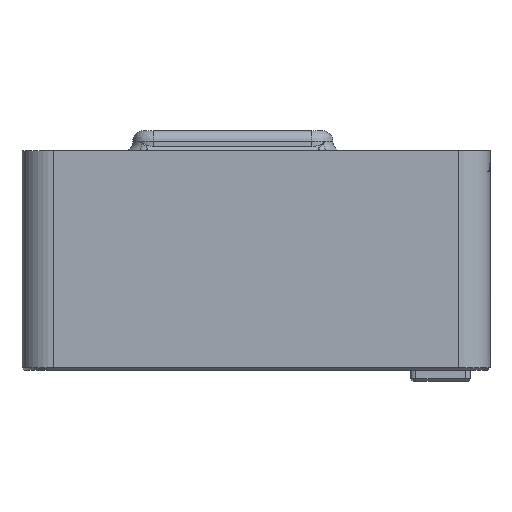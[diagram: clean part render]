
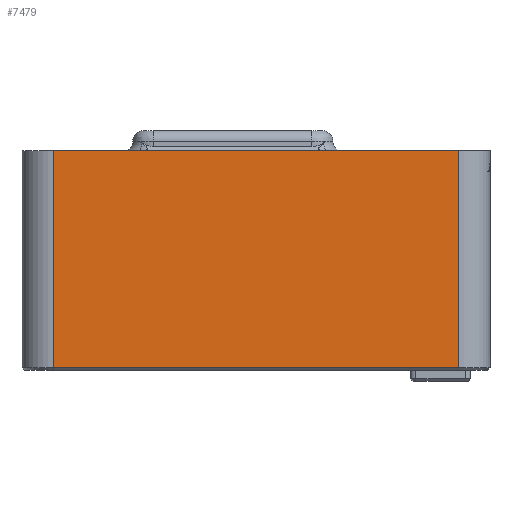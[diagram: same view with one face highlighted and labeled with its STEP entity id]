
A CAD part, left-side view. The second image highlights one B-rep face of the part: STEP entity #7479.
In plain terms, the highlighted planar face has unit normal (-1, 0, 0).
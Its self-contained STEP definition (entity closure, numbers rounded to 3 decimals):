
#409=PLANE('',#8145);
#726=FACE_OUTER_BOUND('',#1186,.T.);
#1186=EDGE_LOOP('',(#5899,#5900,#5901,#5902));
#1545=LINE('',#11238,#2195);
#1763=LINE('',#12463,#2413);
#1774=LINE('',#12490,#2424);
#1775=LINE('',#12492,#2425);
#2195=VECTOR('',#8782,10.);
#2413=VECTOR('',#9606,10.);
#2424=VECTOR('',#9639,10.);
#2425=VECTOR('',#9642,10.);
#3174=VERTEX_POINT('',#11235);
#3175=VERTEX_POINT('',#11237);
#3438=VERTEX_POINT('',#12457);
#3439=VERTEX_POINT('',#12461);
#3910=EDGE_CURVE('',#3175,#3174,#1545,.T.);
#4319=EDGE_CURVE('',#3438,#3439,#1763,.T.);
#4333=EDGE_CURVE('',#3174,#3439,#1774,.T.);
#4334=EDGE_CURVE('',#3175,#3438,#1775,.T.);
#5899=ORIENTED_EDGE('',*,*,#4319,.F.);
#5900=ORIENTED_EDGE('',*,*,#4334,.F.);
#5901=ORIENTED_EDGE('',*,*,#3910,.T.);
#5902=ORIENTED_EDGE('',*,*,#4333,.T.);
#7479=ADVANCED_FACE('',(#726),#409,.T.);
#8145=AXIS2_PLACEMENT_3D('',#12491,#9640,#9641);
#8782=DIRECTION('',(0.,1.,0.));
#9606=DIRECTION('',(0.,1.,0.));
#9639=DIRECTION('',(0.,0.,-1.));
#9640=DIRECTION('center_axis',(-1.,0.,0.));
#9641=DIRECTION('ref_axis',(0.,-1.,0.));
#9642=DIRECTION('',(0.,0.,-1.));
#11235=CARTESIAN_POINT('',(-42.638,16.295,18.129));
#11237=CARTESIAN_POINT('',(-42.638,-22.105,18.129));
#11238=CARTESIAN_POINT('',(-42.638,-25.105,18.129));
#12457=CARTESIAN_POINT('',(-42.638,-22.105,-2.471));
#12461=CARTESIAN_POINT('',(-42.638,16.295,-2.471));
#12463=CARTESIAN_POINT('',(-42.638,8.195,-2.471));
#12490=CARTESIAN_POINT('',(-42.638,16.295,16.129));
#12491=CARTESIAN_POINT('Origin',(-42.638,19.295,1.579));
#12492=CARTESIAN_POINT('',(-42.638,-22.105,16.129));
